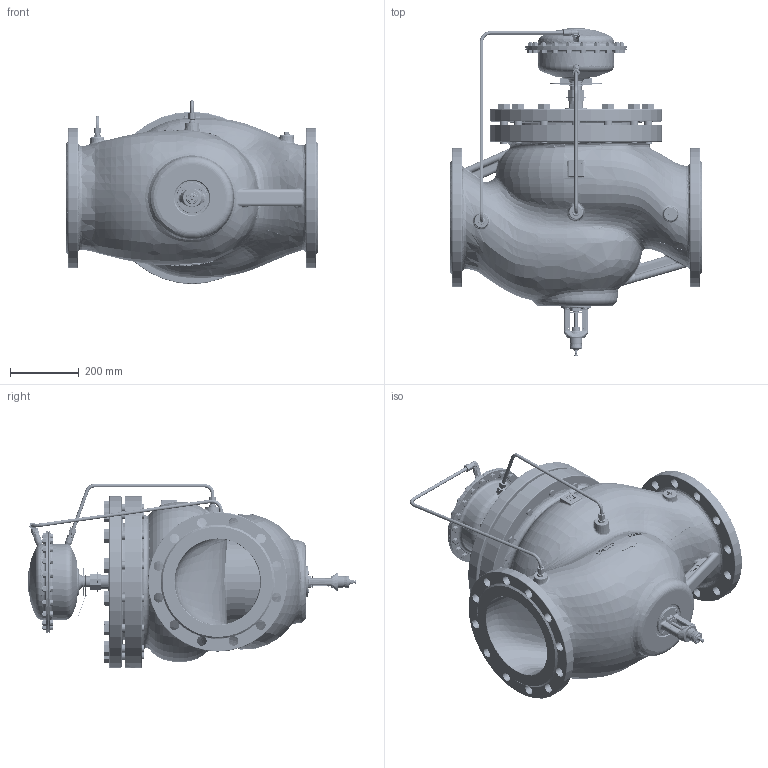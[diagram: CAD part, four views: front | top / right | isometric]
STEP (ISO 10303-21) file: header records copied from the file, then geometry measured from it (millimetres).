
FILE_DESCRIPTION((''),'2;1');
FILE_NAME('003G5513_AFQM2_PN16_DN250_0-5_ASM','2020-10-26T',('U258099'),('Danfoss'),'CREO PARAMETRIC BY PTC INC, 2018070','CREO PARAMETRIC BY PTC INC, 2018070','');
FILE_SCHEMA(('CONFIG_CONTROL_DESIGN'));
Products named in the file (105): 88650550_VALVE_BODY_VFQM_DN250; 88650760_VALVE_COVER_VFG_DN250; 88652040_GUIDING_BUSH_DN250; 88652090_ANTIROT_STEM_DN150_250; 88652450_CONICAL_INS_DN250; 54590640; 5454070; 88651450_CON_INS_SUB_DN250_ASM; 88652240_VFG_STEM_DN250; 88651620_Q-RING_HOLDER_DN250; 88651690_RELIEVE_PISTON_DN250; 88653080_CONE_VFX_DN250; O-R_329_57X5_33; Q-R_240_67X6_99; O-R_253_59X3_53_AF0; 5131584; HEX_SCREW_DIN931_M24X100; 88651300_SEAT_VFQM_DN250; 88651210_YOKE_BODY_DN125_250; 88652270_SETT_SCREW_DN125-250; 88650990_CV_PISTON_HOUS_DN250; O-R_253_37X5_33; O-RING55_25X2_62; TEFLON_GUIDE_DN250_VFQM; 88652330_STUFFING_BOX_DN150_250; O-RNG23_47X2_62; 3220149; O-RING15_54X2_62; 88652960_CV_PISTON_H_SUB_DN250_ASM; 88652610_CV_CONE_DN250; 88652170_CV_CONE_PISTON_DN250; 88651900_CV_CONE_PLATE_DN250; 88651380_SPINDLE_CV_DN250; HEX_NUT_DIN934_M12; 88652990_CV_PISTON_SUB_DN250_ASM; O-R_253_59X3_53_AF1; O-R_291_69X3_53_AF0; 54790310_IGLIDUR_BUSH_H370FM; 54590510_O_R20X3; 88652800_POINTER_VFQM ...
Assembly tree (217 placements, depth 5):
  003G5513_AFQM2_PN16_DN250_0-5_ASM
    88653200_VFQM_DN250_PN16_ASM
      88650550_VALVE_BODY_VFQM_DN250
      88650760_VALVE_COVER_VFG_DN250
      88652040_GUIDING_BUSH_DN250
      88652090_ANTIROT_STEM_DN150_250
      88651450_CON_INS_SUB_DN250_ASM
        88652450_CONICAL_INS_DN250
        54590640  x3
        5454070  x2
      88652240_VFG_STEM_DN250
      88651620_Q-RING_HOLDER_DN250
      88651690_RELIEVE_PISTON_DN250
      88653080_CONE_VFX_DN250
      O-R_329_57X5_33
      Q-R_240_67X6_99  x2
      O-R_253_59X3_53_AF0
      5131584  x8
      HEX_SCREW_DIN931_M24X100  x14
      88651300_SEAT_VFQM_DN250
      88651210_YOKE_BODY_DN125_250
      88652270_SETT_SCREW_DN125-250
      88652960_CV_PISTON_H_SUB_DN250_ASM
        88650990_CV_PISTON_HOUS_DN250
        O-R_253_37X5_33
        O-RING55_25X2_62  x2
        TEFLON_GUIDE_DN250_VFQM
        88652330_STUFFING_BOX_DN150_250
        O-RNG23_47X2_62  x2
        3220149
        O-RING15_54X2_62  x2
      88652990_CV_PISTON_SUB_DN250_ASM
        88652610_CV_CONE_DN250
        88652170_CV_CONE_PISTON_DN250
        88651900_CV_CONE_PLATE_DN250
        Q-R_240_67X6_99
        88651380_SPINDLE_CV_DN250
        HEX_NUT_DIN934_M12
      O-R_253_59X3_53_AF1
      O-R_291_69X3_53_AF0
      54790310_IGLIDUR_BUSH_H370FM
      54590510_O_R20X3
      88652800_POINTER_VFQM
      88652760_FLOW_LABEL_DN250
      HEX_SCREW_DIN933_M06X18  x4
      51340030  x2
      51817290_M5_ZATIC
      54540510  x3
      188610240
      8863078_ASM  x2
        WALTER_CONNECTION
        WALTER_PROFILE_RING
        WALTER_CONNECTION_NUT
      HEX_NUT_DIN934_M20
      88653810_PTFE_DN250
    003G5597_AFQ2_PN16_320CM2_ASM
      88671530_COVER320_PN16_MINUS_ASM
        88670130_HOUSING320_PN16_M_AF35
        88673400_TUBE_FI38X10X62_MI_AF0
        88671660_PRESSURE_CONNECTOR_4MM
Bounding box: 730 x 953.8 x 534.07 mm (x, y, z)
Volume: 53346616.1 mm3; surface area: 6178591.9 mm2
Topology: 212 solids, 212 shells, 8076 faces, 19636 edges, 12122 vertices
Faces by surface type: plane 3050, cylinder 2088, cone 1569, torus 751, bspline 531, extrusion 47, sphere 30, revolution 10
Entity records: 247605 total; most frequent: CARTESIAN_POINT 114024, ORIENTED_EDGE 28038, DIRECTION 26503, EDGE_CURVE 14019, AXIS2_PLACEMENT_3D 10105, VERTEX_POINT 8779, EDGE_LOOP 6348, VECTOR 6283
